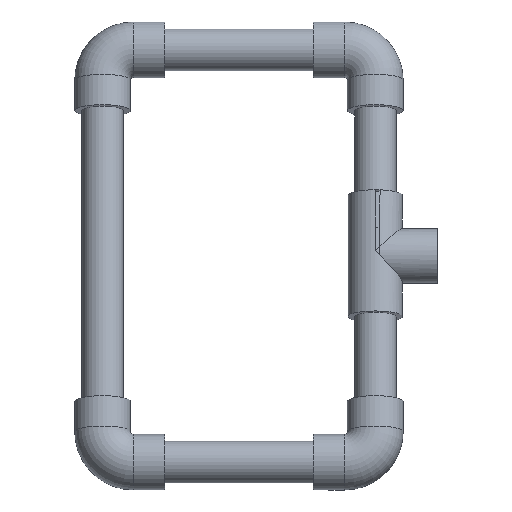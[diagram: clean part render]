
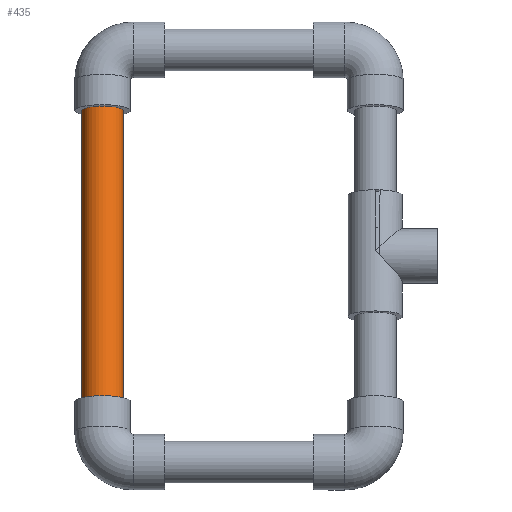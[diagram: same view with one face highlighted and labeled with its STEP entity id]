
A CAD part, left-side view. The second image highlights one B-rep face of the part: STEP entity #435.
In plain terms, the highlighted cylindrical face has radius 10.668 mm (diameter 21.336 mm), a full revolution.
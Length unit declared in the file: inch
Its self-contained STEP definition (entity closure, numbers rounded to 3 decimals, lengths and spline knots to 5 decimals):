
#104=FACE_OUTER_BOUND('',#134,.T.);
#134=EDGE_LOOP('',(#329,#330,#331,#332));
#169=LINE('',#838,#184);
#184=VECTOR('',#675,0.42);
#202=CIRCLE('',#577,0.42);
#203=CIRCLE('',#578,0.42);
#234=VERTEX_POINT('',#835);
#235=VERTEX_POINT('',#837);
#271=EDGE_CURVE('',#234,#234,#202,.T.);
#272=EDGE_CURVE('',#234,#235,#169,.T.);
#273=EDGE_CURVE('',#235,#235,#203,.T.);
#329=ORIENTED_EDGE('',*,*,#271,.F.);
#330=ORIENTED_EDGE('',*,*,#272,.T.);
#331=ORIENTED_EDGE('',*,*,#273,.F.);
#332=ORIENTED_EDGE('',*,*,#272,.F.);
#418=CYLINDRICAL_SURFACE('',#576,0.42);
#435=ADVANCED_FACE('',(#104),#418,.T.);
#576=AXIS2_PLACEMENT_3D('',#834,#671,#672);
#577=AXIS2_PLACEMENT_3D('',#836,#673,#674);
#578=AXIS2_PLACEMENT_3D('',#839,#676,#677);
#671=DIRECTION('center_axis',(0.,0.,1.));
#672=DIRECTION('ref_axis',(-1.,0.,0.));
#673=DIRECTION('center_axis',(0.,0.,1.));
#674=DIRECTION('ref_axis',(-1.,0.,0.));
#675=DIRECTION('',(0.,0.,-1.));
#676=DIRECTION('center_axis',(0.,0.,-1.));
#677=DIRECTION('ref_axis',(-1.,0.,0.));
#834=CARTESIAN_POINT('Origin',(0.,0.,0.));
#835=CARTESIAN_POINT('',(0.42,0.,7.5));
#836=CARTESIAN_POINT('Origin',(0.,0.,7.5));
#837=CARTESIAN_POINT('',(0.42,0.,0.));
#838=CARTESIAN_POINT('',(0.42,0.,0.));
#839=CARTESIAN_POINT('Origin',(0.,0.,0.));
